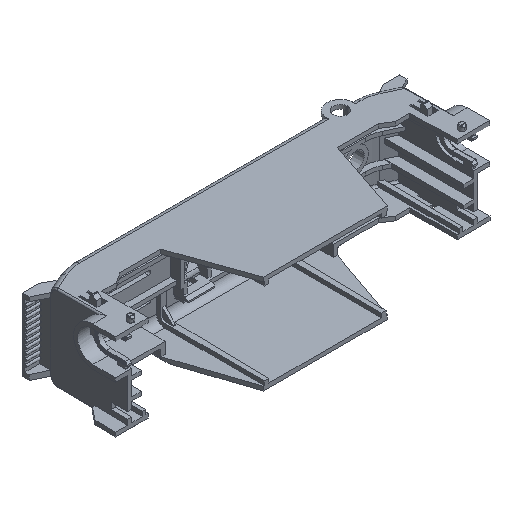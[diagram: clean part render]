
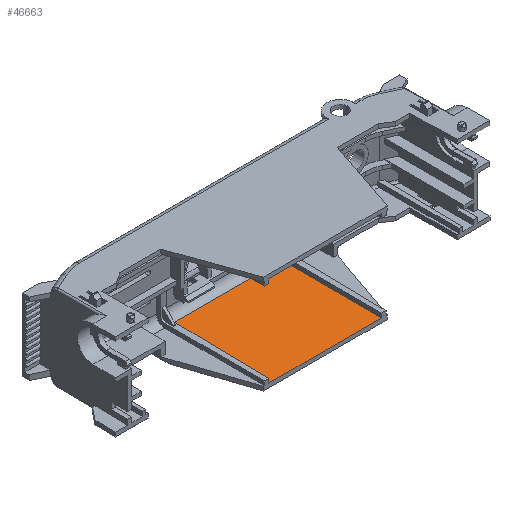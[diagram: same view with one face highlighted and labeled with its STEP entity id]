
A CAD part, isometric view. The second image highlights one B-rep face of the part: STEP entity #46663.
In plain terms, the highlighted planar face has unit normal (0, -0.009, 1).
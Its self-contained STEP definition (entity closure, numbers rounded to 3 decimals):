
#4907 = LINE ( 'NONE', #4950, #4949 ) ;
#4908 = FACE_OUTER_BOUND ( 'NONE', #46734, .T. ) ;
#4909 = CARTESIAN_POINT ( 'NONE',  ( -68.38, 42.983, -24.23 ) ) ;
#4912 = PLANE ( 'NONE',  #4927 ) ;
#4927 = AXIS2_PLACEMENT_3D ( 'NONE', #4909, #4953, #4952 ) ;
#4934 = CARTESIAN_POINT ( 'NONE',  ( -68.38, 37.035, -24.282 ) ) ;
#4935 = LINE ( 'NONE', #4934, #4988 ) ;
#4937 = DIRECTION ( 'NONE',  ( -0.009, 1., 0.009 ) ) ;
#4938 = VECTOR ( 'NONE', #4937, 1000. ) ;
#4941 = CARTESIAN_POINT ( 'NONE',  ( 26.997, 41.392, -24.244 ) ) ;
#4944 = LINE ( 'NONE', #4941, #4938 ) ;
#4948 = DIRECTION ( 'NONE',  ( 1., 0., 0. ) ) ;
#4949 = VECTOR ( 'NONE', #4948, 1000. ) ;
#4950 = CARTESIAN_POINT ( 'NONE',  ( -68.38, -11., -24.701 ) ) ;
#4952 = DIRECTION ( 'NONE',  ( 0., 1., 0.009 ) ) ;
#4953 = DIRECTION ( 'NONE',  ( 0., 0.009, -1. ) ) ;
#4983 = DIRECTION ( 'NONE',  ( 1., 0., 0. ) ) ;
#4988 = VECTOR ( 'NONE', #4983, 1000. ) ;
#5037 = CARTESIAN_POINT ( 'NONE',  ( -27.035, 37.035, -24.282 ) ) ;
#5052 = CARTESIAN_POINT ( 'NONE',  ( 27.035, 37.035, -24.282 ) ) ;
#5130 = DIRECTION ( 'NONE',  ( 0.009, 1., 0.009 ) ) ;
#5131 = VECTOR ( 'NONE', #5130, 1000. ) ;
#5132 = CARTESIAN_POINT ( 'NONE',  ( -26.997, 41.392, -24.244 ) ) ;
#5133 = LINE ( 'NONE', #5132, #5131 ) ;
#5134 = CARTESIAN_POINT ( 'NONE',  ( -27.454, -11., -24.701 ) ) ;
#6099 = CARTESIAN_POINT ( 'NONE',  ( 27.454, -11., -24.701 ) ) ;
#46661 = ORIENTED_EDGE ( 'NONE', *, *, #46676, .F. ) ;
#46663 = ADVANCED_FACE ( 'NONE', ( #4908 ), #4912, .F. ) ;
#46665 = EDGE_CURVE ( 'NONE', #46746, #46869, #4907, .T. ) ;
#46669 = ORIENTED_EDGE ( 'NONE', *, *, #46665, .T. ) ;
#46670 = EDGE_CURVE ( 'NONE', #46869, #46739, #4944, .T. ) ;
#46675 = ORIENTED_EDGE ( 'NONE', *, *, #46670, .T. ) ;
#46676 = EDGE_CURVE ( 'NONE', #46733, #46739, #4935, .T. ) ;
#46733 = VERTEX_POINT ( 'NONE', #5037 ) ;
#46734 = EDGE_LOOP ( 'NONE', ( #46814, #46669, #46675, #46661 ) ) ;
#46739 = VERTEX_POINT ( 'NONE', #5052 ) ;
#46745 = EDGE_CURVE ( 'NONE', #46746, #46733, #5133, .T. ) ;
#46746 = VERTEX_POINT ( 'NONE', #5134 ) ;
#46814 = ORIENTED_EDGE ( 'NONE', *, *, #46745, .F. ) ;
#46869 = VERTEX_POINT ( 'NONE', #6099 ) ;
